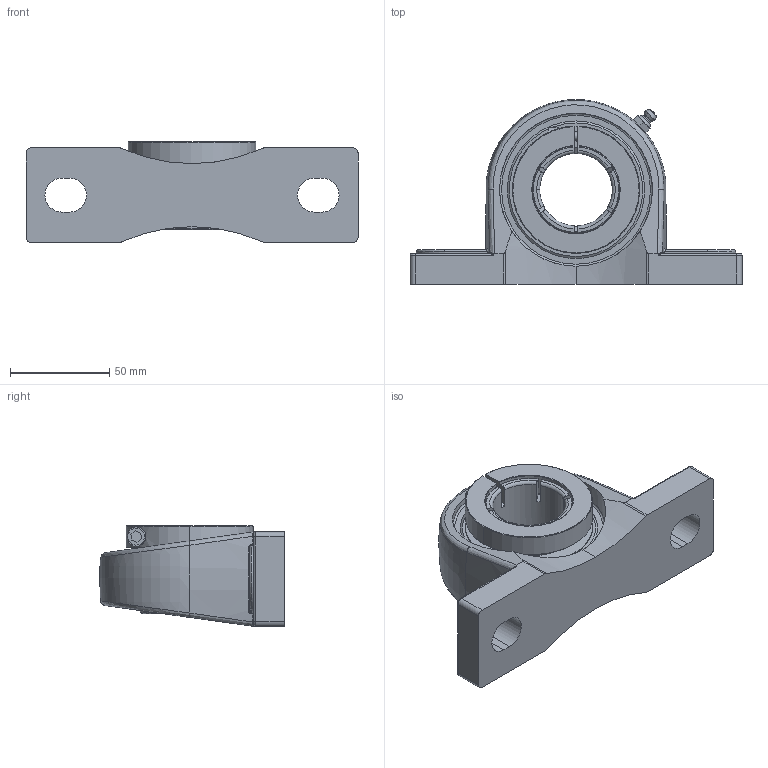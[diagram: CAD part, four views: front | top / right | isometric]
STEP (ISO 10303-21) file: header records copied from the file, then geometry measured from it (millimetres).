
FILE_DESCRIPTION(('HOOPS Exchange Step'),'2;1');
FILE_NAME('export-1C721B8D-9092-4BC4-9669-5F61F362D9E2.stp','2019-12-13T14:40:14-08:00',('ibuslach'),('Alibre'),'HOOPS Exchange 2019.2','Alibre','Unknown authorisation');
FILE_SCHEMA( ('AP242_MANAGED_MODEL_BASED_3D_ENGINEERING_MIM_LF {1 0 10303 442 1 1 4 }') );
Length unit declared in the file: centimetre
Products named in the file (8): MRN SP 207; UCP ZERK 6mm; SUE 207 BOLT; SUE 207 LOCK RING; SUE 207 SHIELD; SUE 207-23 RACES; MRN SUE 207-23; MRN SUEP 207-23
Assembly tree (8 placements, depth 3):
  MRN SUEP 207-23
    MRN SP 207
    UCP ZERK 6mm
    MRN SUE 207-23
      SUE 207 BOLT
      SUE 207 LOCK RING
      SUE 207 SHIELD  x2
      SUE 207-23 RACES
Bounding box: 167 x 93 x 50.65 mm (x, y, z)
Volume: 237856.6 mm3; surface area: 76138.6 mm2
Topology: 8 solids, 8 shells, 278 faces, 766 edges, 499 vertices
Faces by surface type: cylinder 87, plane 86, cone 40, torus 34, bspline 22, sphere 9
Full cylindrical faces by diameter (mm): 1.48 x2, 4.134 x1, 4.137 x1, 5.8 x1, 6 x2, 8.5 x1, 36.513 x1, 50 x4, 51.016 x2, 62 x2, 64 x2, 76.912 x2
Entity records: 19086 total; most frequent: CARTESIAN_POINT 12062, ORIENTED_EDGE 1476, DIRECTION 1439, EDGE_CURVE 738, AXIS2_PLACEMENT_3D 592, VERTEX_POINT 485, CIRCLE 299, EDGE_LOOP 297
